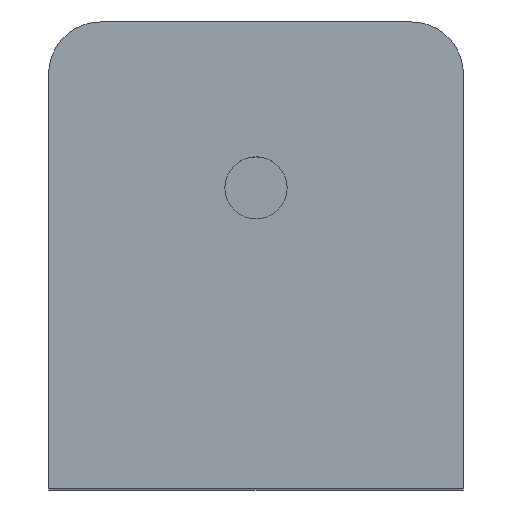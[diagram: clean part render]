
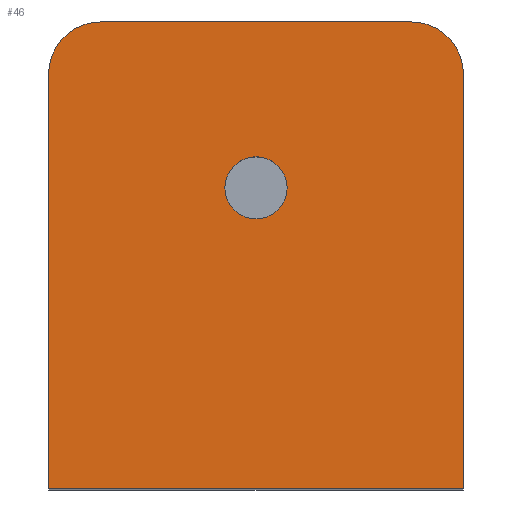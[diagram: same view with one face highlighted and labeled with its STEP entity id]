
A CAD part, top view. The second image highlights one B-rep face of the part: STEP entity #46.
In plain terms, the highlighted planar face has unit normal (0, 0, 1).
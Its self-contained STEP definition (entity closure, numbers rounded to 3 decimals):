
#1 = VERTEX_POINT ( 'NONE', #153 ) ;
#2 = CARTESIAN_POINT ( 'NONE',  ( 15., 22.5, 80. ) ) ;
#11 = VECTOR ( 'NONE', #165, 1000. ) ;
#18 = CARTESIAN_POINT ( 'NONE',  ( -20., 22.5, 80. ) ) ;
#21 = VERTEX_POINT ( 'NONE', #36 ) ;
#23 = CIRCLE ( 'NONE', #141, 5. ) ;
#27 = ORIENTED_EDGE ( 'NONE', *, *, #366, .T. ) ;
#28 = VERTEX_POINT ( 'NONE', #301 ) ;
#29 = DIRECTION ( 'NONE',  ( 0., 1., 0. ) ) ;
#36 = CARTESIAN_POINT ( 'NONE',  ( 20., -22.5, 80. ) ) ;
#46 = ADVANCED_FACE ( 'NONE', ( #191, #358 ), #241, .F. ) ;
#48 = EDGE_CURVE ( 'NONE', #376, #1, #365, .T. ) ;
#65 = EDGE_CURVE ( 'NONE', #21, #138, #303, .T. ) ;
#74 = AXIS2_PLACEMENT_3D ( 'NONE', #363, #272, #367 ) ;
#78 = VERTEX_POINT ( 'NONE', #334 ) ;
#80 = EDGE_LOOP ( 'NONE', ( #360, #84, #27, #328, #298, #82 ) ) ;
#82 = ORIENTED_EDGE ( 'NONE', *, *, #144, .T. ) ;
#84 = ORIENTED_EDGE ( 'NONE', *, *, #231, .T. ) ;
#85 = EDGE_LOOP ( 'NONE', ( #117, #210 ) ) ;
#87 = DIRECTION ( 'NONE',  ( 0., -1., 0. ) ) ;
#92 = CARTESIAN_POINT ( 'NONE',  ( 0., 0., 80. ) ) ;
#93 = DIRECTION ( 'NONE',  ( -1., 0., 0. ) ) ;
#100 = DIRECTION ( 'NONE',  ( 0., 0., 1. ) ) ;
#102 = CARTESIAN_POINT ( 'NONE',  ( 20., 17.5, 80. ) ) ;
#110 = CIRCLE ( 'NONE', #377, 3. ) ;
#115 = VECTOR ( 'NONE', #87, 1000. ) ;
#117 = ORIENTED_EDGE ( 'NONE', *, *, #120, .F. ) ;
#120 = EDGE_CURVE ( 'NONE', #28, #78, #110, .T. ) ;
#138 = VERTEX_POINT ( 'NONE', #102 ) ;
#141 = AXIS2_PLACEMENT_3D ( 'NONE', #275, #339, #93 ) ;
#144 = EDGE_CURVE ( 'NONE', #1, #21, #219, .T. ) ;
#145 = VECTOR ( 'NONE', #29, 1000. ) ;
#153 = CARTESIAN_POINT ( 'NONE',  ( -20., -22.5, 80. ) ) ;
#165 = DIRECTION ( 'NONE',  ( 1., 0., 0. ) ) ;
#172 = CARTESIAN_POINT ( 'NONE',  ( -20., 17.5, 80. ) ) ;
#176 = AXIS2_PLACEMENT_3D ( 'NONE', #374, #342, #378 ) ;
#185 = DIRECTION ( 'NONE',  ( 0., 0., -1. ) ) ;
#191 = FACE_BOUND ( 'NONE', #85, .T. ) ;
#199 = DIRECTION ( 'NONE',  ( -1., 0., 0. ) ) ;
#205 = CIRCLE ( 'NONE', #176, 5. ) ;
#207 = VERTEX_POINT ( 'NONE', #302 ) ;
#210 = ORIENTED_EDGE ( 'NONE', *, *, #214, .F. ) ;
#212 = DIRECTION ( 'NONE',  ( -1., 0., 0. ) ) ;
#214 = EDGE_CURVE ( 'NONE', #78, #28, #324, .T. ) ;
#216 = CARTESIAN_POINT ( 'NONE',  ( -20., -22.5, 80. ) ) ;
#219 = LINE ( 'NONE', #338, #11 ) ;
#231 = EDGE_CURVE ( 'NONE', #138, #264, #23, .T. ) ;
#241 = PLANE ( 'NONE',  #331 ) ;
#251 = DIRECTION ( 'NONE',  ( 1., 0., 0. ) ) ;
#264 = VERTEX_POINT ( 'NONE', #2 ) ;
#272 = DIRECTION ( 'NONE',  ( 0., 0., 1. ) ) ;
#275 = CARTESIAN_POINT ( 'NONE',  ( 15., 17.5, 80. ) ) ;
#298 = ORIENTED_EDGE ( 'NONE', *, *, #48, .T. ) ;
#299 = CARTESIAN_POINT ( 'NONE',  ( 20., -22.5, 80. ) ) ;
#301 = CARTESIAN_POINT ( 'NONE',  ( 3., 6.5, 80. ) ) ;
#302 = CARTESIAN_POINT ( 'NONE',  ( -15., 22.5, 80. ) ) ;
#303 = LINE ( 'NONE', #299, #145 ) ;
#307 = CARTESIAN_POINT ( 'NONE',  ( 0., 6.5, 80. ) ) ;
#324 = CIRCLE ( 'NONE', #74, 3. ) ;
#328 = ORIENTED_EDGE ( 'NONE', *, *, #380, .T. ) ;
#331 = AXIS2_PLACEMENT_3D ( 'NONE', #92, #185, #212 ) ;
#333 = VECTOR ( 'NONE', #199, 1000. ) ;
#334 = CARTESIAN_POINT ( 'NONE',  ( -3., 6.5, 80. ) ) ;
#338 = CARTESIAN_POINT ( 'NONE',  ( -20., -22.5, 80. ) ) ;
#339 = DIRECTION ( 'NONE',  ( 0., 0., 1. ) ) ;
#342 = DIRECTION ( 'NONE',  ( 0., 0., 1. ) ) ;
#345 = LINE ( 'NONE', #18, #333 ) ;
#358 = FACE_OUTER_BOUND ( 'NONE', #80, .T. ) ;
#360 = ORIENTED_EDGE ( 'NONE', *, *, #65, .T. ) ;
#363 = CARTESIAN_POINT ( 'NONE',  ( 0., 6.5, 80. ) ) ;
#365 = LINE ( 'NONE', #216, #115 ) ;
#366 = EDGE_CURVE ( 'NONE', #264, #207, #345, .T. ) ;
#367 = DIRECTION ( 'NONE',  ( 1., 0., 0. ) ) ;
#374 = CARTESIAN_POINT ( 'NONE',  ( -15., 17.5, 80. ) ) ;
#376 = VERTEX_POINT ( 'NONE', #172 ) ;
#377 = AXIS2_PLACEMENT_3D ( 'NONE', #307, #100, #251 ) ;
#378 = DIRECTION ( 'NONE',  ( -1., 0., 0. ) ) ;
#380 = EDGE_CURVE ( 'NONE', #207, #376, #205, .T. ) ;
